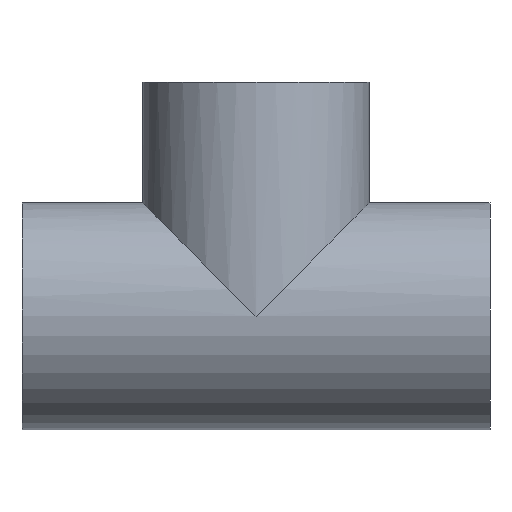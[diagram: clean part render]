
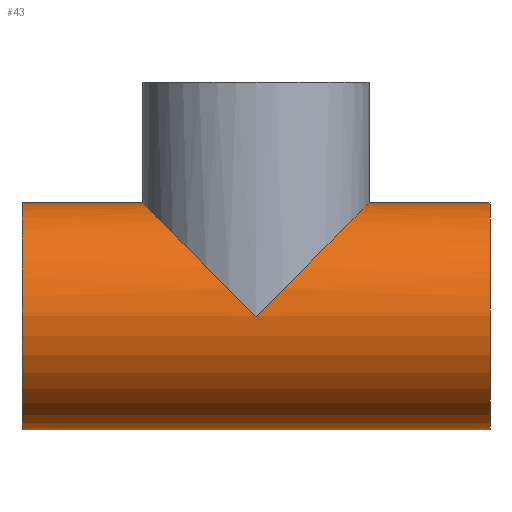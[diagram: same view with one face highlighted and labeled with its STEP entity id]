
A CAD part, front view. The second image highlights one B-rep face of the part: STEP entity #43.
In plain terms, the highlighted cylindrical face has radius 14.55 mm (diameter 29.1 mm), a full revolution.
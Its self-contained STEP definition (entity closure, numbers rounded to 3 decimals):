
#43 = ADVANCED_FACE( '', ( #92, #93, #94 ), #95, .T. );
#92 = FACE_OUTER_BOUND( '', #153, .T. );
#93 = FACE_OUTER_BOUND( '', #154, .T. );
#94 = FACE_BOUND( '', #155, .T. );
#95 = CYLINDRICAL_SURFACE( '', #156, 14.55 );
#153 = EDGE_LOOP( '', ( #216 ) );
#154 = EDGE_LOOP( '', ( #217 ) );
#155 = EDGE_LOOP( '', ( #218, #219 ) );
#156 = AXIS2_PLACEMENT_3D( '', #220, #221, #222 );
#216 = ORIENTED_EDGE( '', *, *, #291, .T. );
#217 = ORIENTED_EDGE( '', *, *, #292, .F. );
#218 = ORIENTED_EDGE( '', *, *, #282, .F. );
#219 = ORIENTED_EDGE( '', *, *, #281, .F. );
#220 = CARTESIAN_POINT( '', ( 16., 0., 0. ) );
#221 = DIRECTION( '', ( 1., 0., 0. ) );
#222 = DIRECTION( '', ( 0., 0., 1. ) );
#281 = EDGE_CURVE( '', #311, #312, #313, .T. );
#282 = EDGE_CURVE( '', #312, #311, #314, .F. );
#291 = EDGE_CURVE( '', #328, #328, #329, .T. );
#292 = EDGE_CURVE( '', #330, #330, #331, .T. );
#311 = VERTEX_POINT( '', #356 );
#312 = VERTEX_POINT( '', #357 );
#313 = ELLIPSE( '', #358, 20.577, 14.55 );
#314 = ELLIPSE( '', #359, 20.577, 14.55 );
#328 = VERTEX_POINT( '', #373 );
#329 = CIRCLE( '', #374, 14.55 );
#330 = VERTEX_POINT( '', #375 );
#331 = CIRCLE( '', #376, 14.55 );
#356 = CARTESIAN_POINT( '', ( -14., -14.55, 0. ) );
#357 = CARTESIAN_POINT( '', ( -14., 14.55, 0. ) );
#358 = AXIS2_PLACEMENT_3D( '', #401, #402, #403 );
#359 = AXIS2_PLACEMENT_3D( '', #404, #405, #406 );
#373 = CARTESIAN_POINT( '', ( -44., 14.55, 0. ) );
#374 = AXIS2_PLACEMENT_3D( '', #422, #423, #424 );
#375 = CARTESIAN_POINT( '', ( 16., 14.55, 0. ) );
#376 = AXIS2_PLACEMENT_3D( '', #425, #426, #427 );
#401 = CARTESIAN_POINT( '', ( -14., 0., 0. ) );
#402 = DIRECTION( '', ( -0.707, 0., 0.707 ) );
#403 = DIRECTION( '', ( -0.707, 0., -0.707 ) );
#404 = CARTESIAN_POINT( '', ( -14., 0., 0. ) );
#405 = DIRECTION( '', ( -0.707, 0., -0.707 ) );
#406 = DIRECTION( '', ( -0.707, 0., 0.707 ) );
#422 = CARTESIAN_POINT( '', ( -44., 0., 0. ) );
#423 = DIRECTION( '', ( 1., 0., 0. ) );
#424 = DIRECTION( '', ( 0., 1., 0. ) );
#425 = CARTESIAN_POINT( '', ( 16., 0., 0. ) );
#426 = DIRECTION( '', ( 1., 0., 0. ) );
#427 = DIRECTION( '', ( 0., 1., 0. ) );
